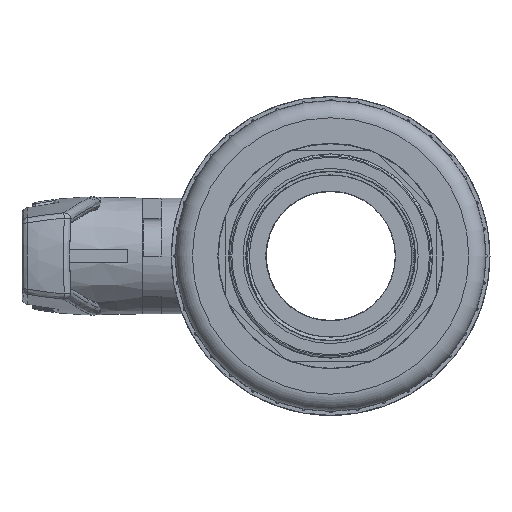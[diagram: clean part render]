
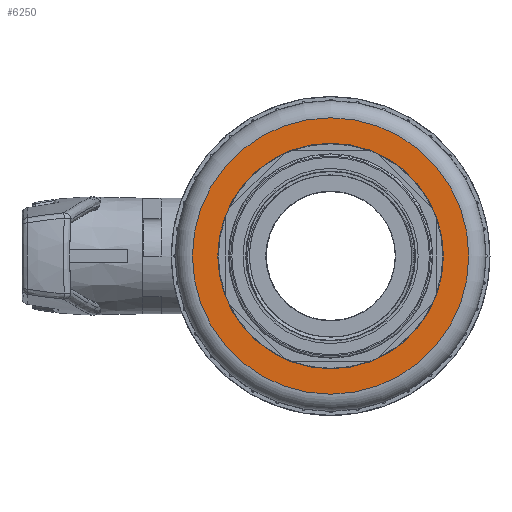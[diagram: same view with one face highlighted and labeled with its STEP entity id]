
A CAD part, left-side view. The second image highlights one B-rep face of the part: STEP entity #6250.
In plain terms, the highlighted planar face has unit normal (-1, 0, 0).
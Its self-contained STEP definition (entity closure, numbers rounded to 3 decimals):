
#6250=ADVANCED_FACE('',(#7452,#7453),#7019,.F.);
#7019=PLANE('',#21485);
#7452=FACE_BOUND('',#8561,.T.);
#7453=FACE_BOUND('',#8562,.T.);
#8561=EDGE_LOOP('',(#13362));
#8562=EDGE_LOOP('',(#13363));
#13362=ORIENTED_EDGE('',*,*,#18823,.T.);
#13363=ORIENTED_EDGE('',*,*,#18824,.T.);
#16181=VERTEX_POINT('',#52362);
#16182=VERTEX_POINT('',#52364);
#18823=EDGE_CURVE('',#16181,#16181,#19969,.T.);
#18824=EDGE_CURVE('',#16182,#16182,#19970,.T.);
#19969=CIRCLE('',#21483,61.56);
#19970=CIRCLE('',#21484,50.25);
#21483=AXIS2_PLACEMENT_3D('',#52361,#25869,#25870);
#21484=AXIS2_PLACEMENT_3D('',#52363,#25871,#25872);
#21485=AXIS2_PLACEMENT_3D('',#52365,#25873,#25874);
#25869=DIRECTION('',(-1.,0.,0.));
#25870=DIRECTION('',(0.,1.,0.));
#25871=DIRECTION('',(1.,0.,0.));
#25872=DIRECTION('',(0.,1.,0.));
#25873=DIRECTION('',(1.,0.,0.));
#25874=DIRECTION('',(0.,-1.,0.));
#52361=CARTESIAN_POINT('',(152.863,-1.25,0.));
#52362=CARTESIAN_POINT('',(152.863,60.31,0.));
#52363=CARTESIAN_POINT('',(152.863,-1.25,0.));
#52364=CARTESIAN_POINT('',(152.863,49.,0.));
#52365=CARTESIAN_POINT('',(152.863,67.863,0.));
